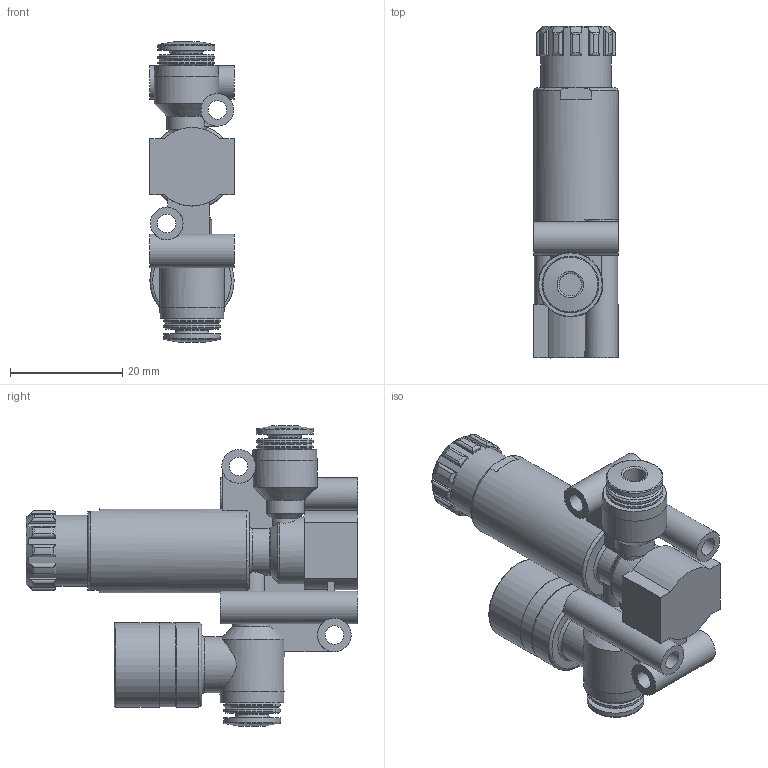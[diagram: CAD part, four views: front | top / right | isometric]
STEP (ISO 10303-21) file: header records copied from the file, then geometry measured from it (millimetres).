
FILE_DESCRIPTION(/* description */ ('STEP AP214'),/* implementation_level */ '2;1');
FILE_NAME(/* name */ '8086003_VRPA-CM-Q4-E',/* time_stamp */ '2024-09-10T15:51:28+02:00',/* author */ ('License CC BY-ND 4.0'),/* organization */ ('CADENAS'),/* preprocessor_version */ 'ST-DEVELOPER v19.3',/* originating_system */ 'PARTsolutions',/* authorisation */ ' ');
FILE_SCHEMA (('AUTOMOTIVE_DESIGN {1 0 10303 214 3 1 1}'));
Length unit declared in the file: millimetre
Products named in the file (1): 8086003 VRPA-CM-Q4-E---(0_high)
Bounding box: 15 x 59 x 53.39 mm (x, y, z)
Volume: 16541.1 mm3; surface area: 8888.3 mm2
Topology: 1 solids, 1 shells, 233 faces, 632 edges, 411 vertices
Faces by surface type: plane 93, cylinder 75, torus 43, cone 22
Full cylindrical faces by diameter (mm): 3.3 x4, 4 x2, 5 x1, 5.8 x4, 6 x2, 10 x1, 10.1 x6, 12.6 x1, 14.9 x1, 15 x3
Entity records: 8963 total; most frequent: CARTESIAN_POINT 1837, ORIENTED_EDGE 1140, DIRECTION 1074, EDGE_CURVE 570, AXIS2_PLACEMENT_3D 440, VERTEX_POINT 401, EDGE_LOOP 305, FACE_BOUND 305
